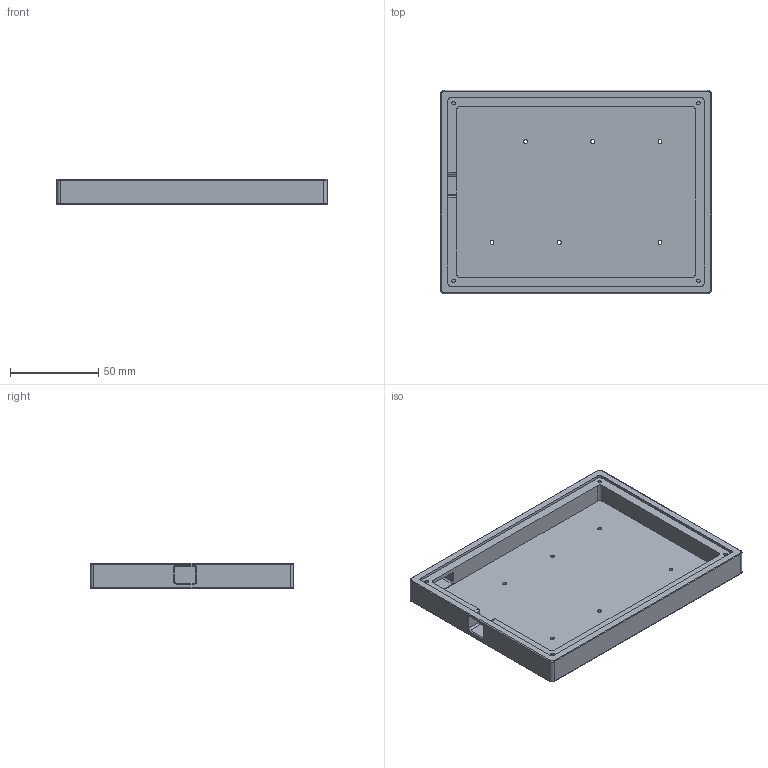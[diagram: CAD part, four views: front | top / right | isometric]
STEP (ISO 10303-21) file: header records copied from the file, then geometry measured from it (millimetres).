
FILE_DESCRIPTION(/* description */ (''),/* implementation_level */ '2;1');
FILE_NAME(/* name */ 'body-right.step',/* time_stamp */ '2022-01-30T17:11:49+09:00',/* author */ (''),/* organization */ (''),/* preprocessor_version */ 'ST-DEVELOPER v18.1',/* originating_system */ 'Autodesk Translation Framework v10.10.0.1391',/* authorisation */ '');
FILE_SCHEMA (('AUTOMOTIVE_DESIGN { 1 0 10303 214 3 1 1 }'));
Length unit declared in the file: millimetre
Products named in the file (1): helix-case rev2
Bounding box: 153 x 115 x 14.5 mm (x, y, z)
Volume: 85266.3 mm3; surface area: 48805.6 mm2
Topology: 1 solids, 1 shells, 104 faces, 244 edges, 152 vertices
Faces by surface type: cylinder 46, plane 34, bspline 16, torus 8
Full cylindrical faces by diameter (mm): 2 x4, 2.2 x6, 4 x6
Entity records: 3869 total; most frequent: CARTESIAN_POINT 1419, DIRECTION 498, ORIENTED_EDGE 488, EDGE_CURVE 244, AXIS2_PLACEMENT_3D 189, VERTEX_POINT 152, EDGE_LOOP 130, LINE 120
